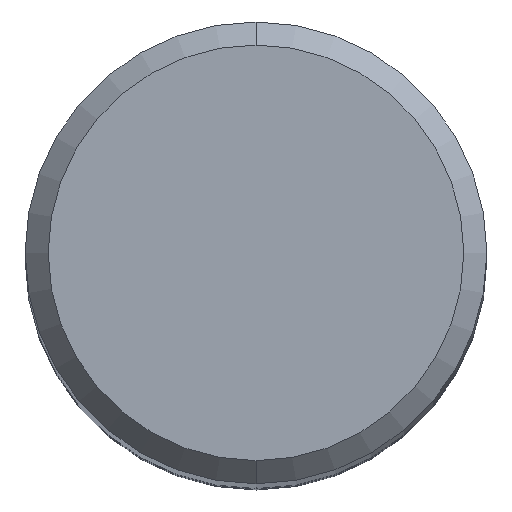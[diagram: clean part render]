
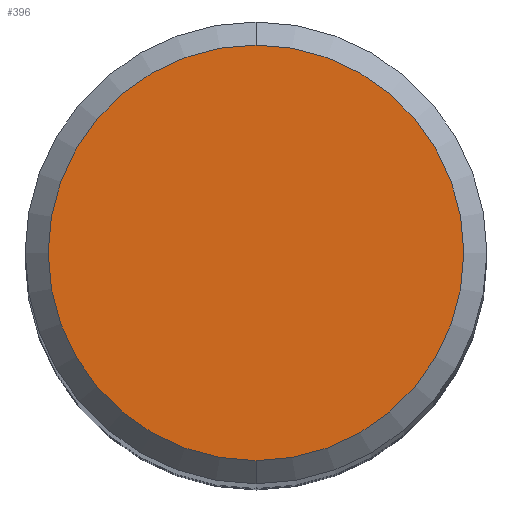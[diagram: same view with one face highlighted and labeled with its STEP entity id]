
A CAD part, top view. The second image highlights one B-rep face of the part: STEP entity #396.
In plain terms, the highlighted planar face has unit normal (0, 0, 1).
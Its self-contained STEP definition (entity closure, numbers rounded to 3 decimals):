
#300=EDGE_CURVE('',#492,#444,#674,.T.);
#396=ADVANCED_FACE('',(#781),#782,.T.);
#444=VERTEX_POINT('',#838);
#492=VERTEX_POINT('',#892);
#498=EDGE_CURVE('',#444,#492,#901,.T.);
#674=CIRCLE('',#1189,4.5);
#781=FACE_OUTER_BOUND('',#1397,.T.);
#782=PLANE('',#1398);
#838=CARTESIAN_POINT('',(0.,-4.5,0.0));
#892=CARTESIAN_POINT('',(0.0,4.5,0.0));
#901=CIRCLE('',#1587,4.5);
#1189=AXIS2_PLACEMENT_3D('',#1858,#1859,#1860);
#1397=EDGE_LOOP('',(#1968,#1969));
#1398=AXIS2_PLACEMENT_3D('',#1970,#1971,#1972);
#1587=AXIS2_PLACEMENT_3D('',#2114,#2115,#2116);
#1858=CARTESIAN_POINT('',(0.0,0.0,0.0));
#1859=DIRECTION('',(0.0,0.0,-1.0));
#1860=DIRECTION('',(0.0,1.0,0.0));
#1968=ORIENTED_EDGE('',*,*,#300,.F.);
#1969=ORIENTED_EDGE('',*,*,#498,.F.);
#1970=CARTESIAN_POINT('',(0.0,2.25,0.0));
#1971=DIRECTION('',(-0.0,0.0,1.0));
#1972=DIRECTION('',(0.0,-1.0,0.0));
#2114=CARTESIAN_POINT('',(0.0,0.0,0.0));
#2115=DIRECTION('',(0.0,0.0,-1.0));
#2116=DIRECTION('',(0.0,1.0,0.0));
